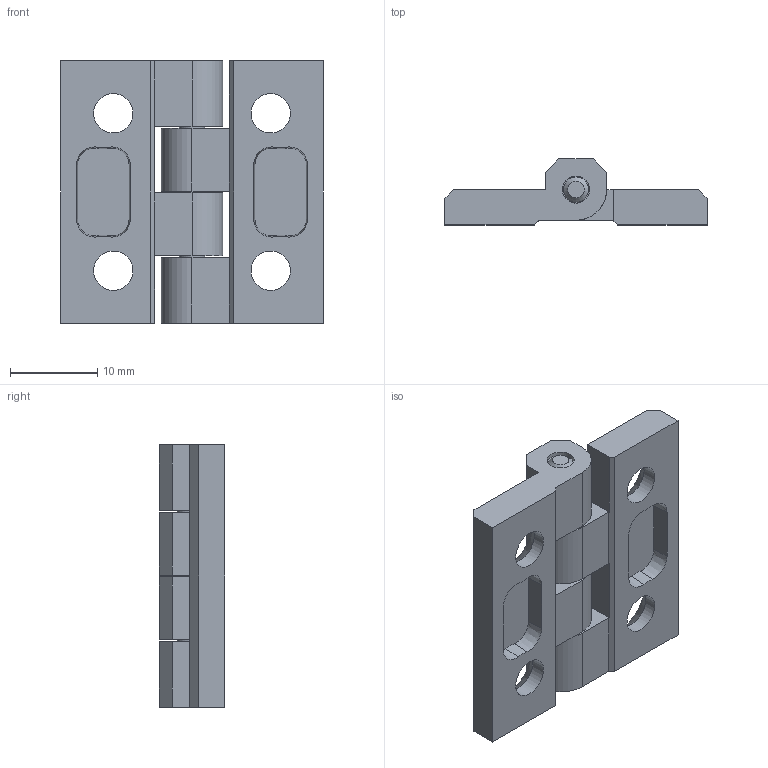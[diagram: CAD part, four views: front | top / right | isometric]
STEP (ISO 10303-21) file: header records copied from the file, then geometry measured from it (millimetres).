
FILE_DESCRIPTION(('STEP AP203'),'1');
FILE_NAME('1299.1.2.step','2015-07-07T12:30:25',(' '),(' '),'Spatial InterOp 3D',' ',' ');
FILE_SCHEMA(('CONFIG_CONTROL_DESIGN'));
Length unit declared in the file: millimetre
Products named in the file (3): 1; 2; 3
Bounding box: 30 x 7.5 x 30 mm (x, y, z)
Volume: 3181.6 mm3; surface area: 3489.6 mm2
Topology: 3 solids, 3 shells, 129 faces, 356 edges, 237 vertices
Faces by surface type: plane 98, cone 18, cylinder 13
Full cylindrical faces by diameter (mm): 2.9 x1, 3.1 x4, 4.5 x4
Entity records: 4132 total; most frequent: CARTESIAN_POINT 702, ORIENTED_EDGE 674, DIRECTION 658, EDGE_CURVE 337, LINE 280, VECTOR 280, VERTEX_POINT 233, AXIS2_PLACEMENT_3D 189
